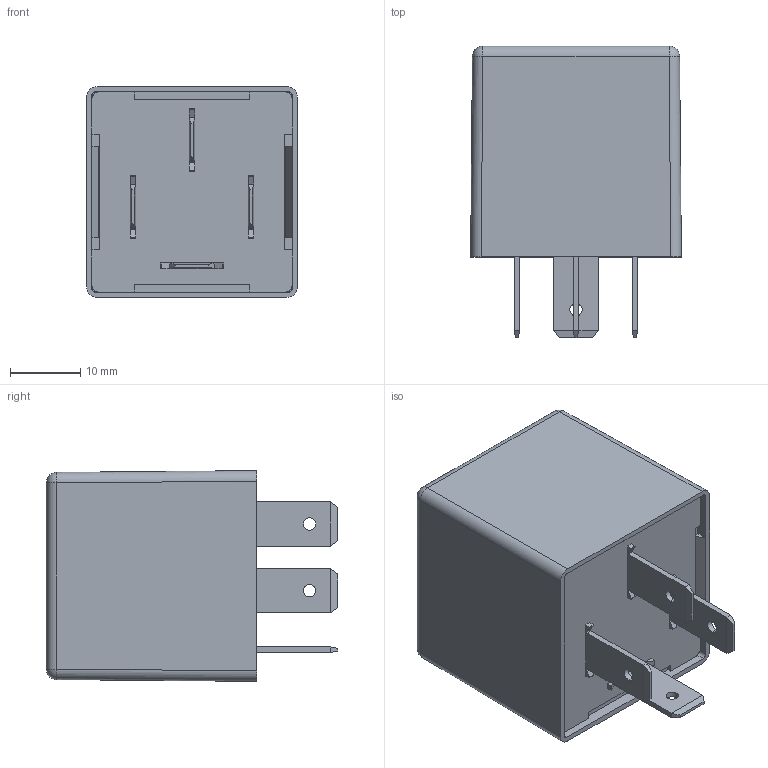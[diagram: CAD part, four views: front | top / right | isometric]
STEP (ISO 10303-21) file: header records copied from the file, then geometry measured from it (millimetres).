
FILE_DESCRIPTION (( 'STEP AP214' ), '1' );
FILE_NAME ('30x30x30_4pol.STEP', '2015-01-30T11:54:36', ( '' ), ( '' ), 'SwSTEP 2.0', 'SolidWorks 2014', '' );
FILE_SCHEMA (( 'AUTOMOTIVE_DESIGN' ));
Length unit declared in the file: metre
Products named in the file (2): 30x30x30_4pol
Bounding box: 30 x 41.5 x 30 mm (x, y, z)
Volume: 25752.7 mm3; surface area: 6290.5 mm2
Topology: 1 solids, 1 shells, 143 faces, 385 edges, 240 vertices
Faces by surface type: plane 91, cylinder 44, sphere 8
Entity records: 6037 total; most frequent: CARTESIAN_POINT 802, ORIENTED_EDGE 762, DIRECTION 743, EDGE_CURVE 381, LINE 285, VECTOR 285, VERTEX_POINT 240, AXIS2_PLACEMENT_3D 229
